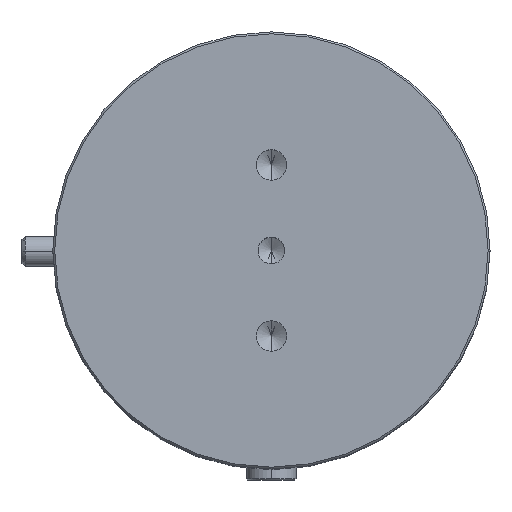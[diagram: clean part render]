
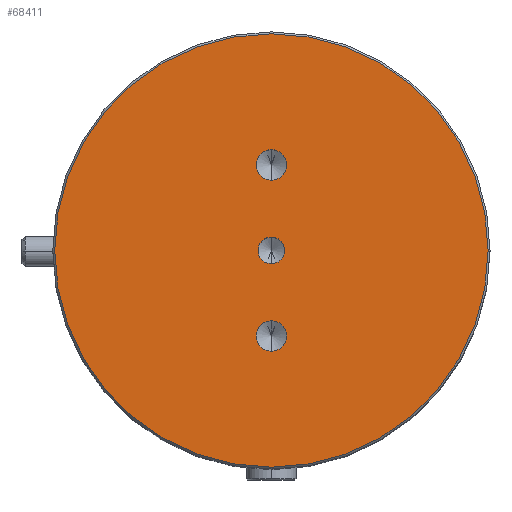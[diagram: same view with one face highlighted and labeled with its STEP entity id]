
A CAD part, top view. The second image highlights one B-rep face of the part: STEP entity #68411.
In plain terms, the highlighted planar face has unit normal (0, 0, 1).
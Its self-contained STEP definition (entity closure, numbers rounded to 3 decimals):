
#17934=CARTESIAN_POINT('',(0.,0.,130.));
#17935=DIRECTION('',(0.,0.,-1.));
#17936=DIRECTION('',(0.,1.,0.));
#17937=AXIS2_PLACEMENT_3D('',#17934,#17935,#17936);
#17952=CARTESIAN_POINT('',(0.,22.5,130.));
#17953=DIRECTION('',(0.,0.,-1.));
#17954=DIRECTION('',(0.,-1.,0.));
#17955=AXIS2_PLACEMENT_3D('',#17952,#17953,#17954);
#17957=CARTESIAN_POINT('',(0.,22.5,130.));
#17958=DIRECTION('',(0.,0.,-1.));
#17959=DIRECTION('',(0.,1.,0.));
#17960=AXIS2_PLACEMENT_3D('',#17957,#17958,#17959);
#17962=CARTESIAN_POINT('',(0.,-22.5,130.));
#17963=DIRECTION('',(0.,0.,1.));
#17964=DIRECTION('',(0.,1.,0.));
#17965=AXIS2_PLACEMENT_3D('',#17962,#17963,#17964);
#17967=CARTESIAN_POINT('',(0.,-22.5,130.));
#17968=DIRECTION('',(0.,0.,1.));
#17969=DIRECTION('',(0.,-1.,0.));
#17970=AXIS2_PLACEMENT_3D('',#17967,#17968,#17969);
#17972=CARTESIAN_POINT('',(0.,0.,130.));
#17973=DIRECTION('',(0.,0.,-1.));
#17974=DIRECTION('',(0.,-1.,0.));
#17975=AXIS2_PLACEMENT_3D('',#17972,#17973,#17974);
#17977=CARTESIAN_POINT('',(0.,0.,130.));
#17978=DIRECTION('',(0.,0.,-1.));
#17979=DIRECTION('',(0.,1.,0.));
#17980=AXIS2_PLACEMENT_3D('',#17977,#17978,#17979);
#17982=CARTESIAN_POINT('',(0.,0.,130.));
#17983=DIRECTION('',(0.,0.,1.));
#17984=DIRECTION('',(0.,1.,0.));
#17985=AXIS2_PLACEMENT_3D('',#17982,#17983,#17984);
#49557=CARTESIAN_POINT('',(0.,18.5,130.));
#49558=CARTESIAN_POINT('',(0.,26.5,130.));
#49559=VERTEX_POINT('',#49557);
#49560=VERTEX_POINT('',#49558);
#49567=CARTESIAN_POINT('',(0.,-18.5,130.));
#49568=CARTESIAN_POINT('',(0.,-26.5,130.));
#49569=VERTEX_POINT('',#49567);
#49570=VERTEX_POINT('',#49568);
#49577=CARTESIAN_POINT('',(0.,-3.5,130.));
#49578=CARTESIAN_POINT('',(0.,3.5,130.));
#49579=VERTEX_POINT('',#49577);
#49580=VERTEX_POINT('',#49578);
#49581=CARTESIAN_POINT('',(0.,57.,130.));
#49582=CARTESIAN_POINT('',(0.,-57.,130.));
#49583=VERTEX_POINT('',#49581);
#49584=VERTEX_POINT('',#49582);
#68383=CARTESIAN_POINT('',(0.,0.,130.));
#68384=DIRECTION('',(0.,0.,-1.));
#68385=DIRECTION('',(0.,-1.,0.));
#68386=AXIS2_PLACEMENT_3D('',#68383,#68384,#68385);
#68387=PLANE('',#68386);
#68389=ORIENTED_EDGE('',*,*,#68388,.F.);
#68390=ORIENTED_EDGE('',*,*,#68373,.T.);
#68391=EDGE_LOOP('',(#68389,#68390));
#68392=FACE_OUTER_BOUND('',#68391,.F.);
#68394=ORIENTED_EDGE('',*,*,#68393,.F.);
#68396=ORIENTED_EDGE('',*,*,#68395,.F.);
#68397=EDGE_LOOP('',(#68394,#68396));
#68398=FACE_BOUND('',#68397,.F.);
#68400=ORIENTED_EDGE('',*,*,#68399,.T.);
#68402=ORIENTED_EDGE('',*,*,#68401,.T.);
#68403=EDGE_LOOP('',(#68400,#68402));
#68404=FACE_BOUND('',#68403,.F.);
#68406=ORIENTED_EDGE('',*,*,#68405,.F.);
#68408=ORIENTED_EDGE('',*,*,#68407,.F.);
#68409=EDGE_LOOP('',(#68406,#68408));
#68410=FACE_BOUND('',#68409,.F.);
#68411=ADVANCED_FACE('',(#68392,#68398,#68404,#68410),#68387,.F.);
#17938=CIRCLE('',#17937,57.);
#17956=CIRCLE('',#17955,4.);
#17961=CIRCLE('',#17960,4.);
#17966=CIRCLE('',#17965,4.);
#17971=CIRCLE('',#17970,4.);
#17976=CIRCLE('',#17975,3.5);
#17981=CIRCLE('',#17980,3.5);
#17986=CIRCLE('',#17985,57.);
#68373=EDGE_CURVE('',#49583,#49584,#17938,.T.);
#68388=EDGE_CURVE('',#49583,#49584,#17986,.T.);
#68393=EDGE_CURVE('',#49559,#49560,#17956,.T.);
#68395=EDGE_CURVE('',#49560,#49559,#17961,.T.);
#68399=EDGE_CURVE('',#49569,#49570,#17966,.T.);
#68401=EDGE_CURVE('',#49570,#49569,#17971,.T.);
#68405=EDGE_CURVE('',#49579,#49580,#17976,.T.);
#68407=EDGE_CURVE('',#49580,#49579,#17981,.T.);
